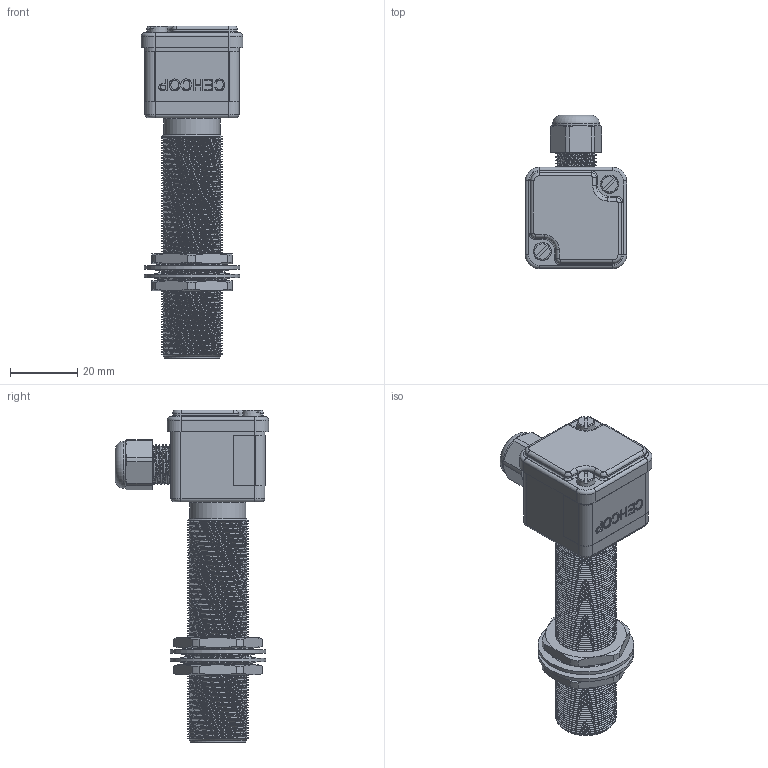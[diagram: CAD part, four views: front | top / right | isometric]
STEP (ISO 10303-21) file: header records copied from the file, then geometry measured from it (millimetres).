
FILE_DESCRIPTION(/* description */ ('Unknown'),/* implementation_level */ '2;1');
FILE_NAME(/* name */ '_VBI_M18-76K',/* time_stamp */ '2022-04-25T11:51:23+05:00',/* author */ ('Unknown'),/* organization */ ('Unknown'),/* preprocessor_version */ 'ST-DEVELOPER v16.7',/* originating_system */ 'Solid Edge',/* authorisation */ 'Unknown');
FILE_SCHEMA (('AUTOMOTIVE_DESIGN {1 0 10303 214 3 1 1}'));
Products named in the file (24): 11.257.000 ﾂﾁﾈ-ﾌ18-76ﾊ; 11.429.000 ﾂﾁﾈ-ﾌ18-46ﾂ-ﾕ113-ﾑ; Ä1.008 Äåðæàòåëü (Ì18-öàíãà-1); 11.684.000 ﾂﾁﾈ-ﾌ18-46ﾕ-ﾕ1113-ﾑ.51; 11.311.101 êàòóøêà èíäóêòèâíîñòè; À4.014 Êàðêàñ êàòóøêè; ×àøêà ×14; Ã1.002 Êîëïà÷îê; À0.199 Êîðïóñ; À1.098 Êîðïóñ ñ êàíàâêîé; ﾊ2.001 ﾘ琺矜 ⅰⅱ浯; Ó1.021 Ïðîêëàäêà ïîä ñàìîðåç; L-34ID êðàñíûé íîæêè 6 ìì; Ðåçèñòîð TSR 3266W-472, 4,7êÎì, 0,25Âò Suntan; Ýòèêåòêà 48õ15 Ê êîðïóñ ñàìîðåç; êëåìí êîëîäêà DG301-5.0-02P-12-00AH.ïðÿìûå íîãèpar; Ê1.058 Ãàéêà íàêèäíàÿ; Â0.087 Âòóëêà; Screw_DIN_7513_BE_M3x8_v16.00; Á0.135 Êðûøêà ñàìîðåç; 砎鍒鍱 斻眕 0,12; Ð0.005 Íàêëåéêà; Ê1.004 Ãàéêà Ì18õ1; Êîëüöî 13,0õ1,0 (013-015-10)
Assembly tree (27 placements, depth 4):
  11.257.000 ﾂﾁﾈ-ﾌ18-76ﾊ
    11.429.000 ﾂﾁﾈ-ﾌ18-46ﾂ-ﾕ113-ﾑ
      Ä1.008 Äåðæàòåëü (Ì18-öàíãà-1)
      11.684.000 ﾂﾁﾈ-ﾌ18-46ﾕ-ﾕ1113-ﾑ.51
      11.311.101 êàòóøêà èíäóêòèâíîñòè
        À4.014 Êàðêàñ êàòóøêè
        ×àøêà ×14
      Ã1.002 Êîëïà÷îê
    À0.199 Êîðïóñ
    À1.098 Êîðïóñ ñ êàíàâêîé
    ﾊ2.001 ﾘ琺矜 ⅰⅱ浯  x2
    Ó1.021 Ïðîêëàäêà ïîä ñàìîðåç
    L-34ID êðàñíûé íîæêè 6 ìì
    Ðåçèñòîð TSR 3266W-472, 4,7êÎì, 0,25Âò Suntan
    Ýòèêåòêà 48õ15 Ê êîðïóñ ñàìîðåç
    êëåìí êîëîäêà DG301-5.0-02P-12-00AH.ïðÿìûå íîãèpar  x2
    Ê1.058 Ãàéêà íàêèäíàÿ
    Â0.087 Âòóëêà
    Screw_DIN_7513_BE_M3x8_v16.00  x2
    Á0.135 Êðûøêà ñàìîðåç
    砎鍒鍱 斻眕 0,12
    Ð0.005 Íàêëåéêà
    Ê1.004 Ãàéêà Ì18õ1  x2
    Êîëüöî 13,0õ1,0 (013-015-10)
Bounding box: 30.2 x 45.65 x 98.8 mm (x, y, z)
Volume: 21092.6 mm3; surface area: 35325.2 mm2
Topology: 25 solids, 25 shells, 1161 faces, 3121 edges, 2067 vertices
Faces by surface type: plane 603, cylinder 254, bspline 196, cone 60, torus 45, sphere 3
Full cylindrical faces by diameter (mm): 0.2 x7, 0.5 x4, 0.8 x2, 0.809 x2, 0.87 x1, 1.5 x1, 1.8 x1, 2.5 x2, 3 x2, 3.4 x2, 3.5 x4, 3.8 x4, 4.5 x1, 5 x4, 6 x2, 6.1 x1, 6.2 x1, 7.1 x1, 8 x1, 9 x1, 10.1 x1, 10.917 x1, 11.6 x1, 12 x1, 13.6 x1, 14 x1, 14.5 x1, 15.1 x2, 15.2 x1, 15.38 x1
Entity records: 52808 total; most frequent: CARTESIAN_POINT 30232, ORIENTED_EDGE 4516, DIRECTION 3902, EDGE_CURVE 2258, VERTEX_POINT 1534, AXIS2_PLACEMENT_3D 1304, LINE 1294, VECTOR 1294
